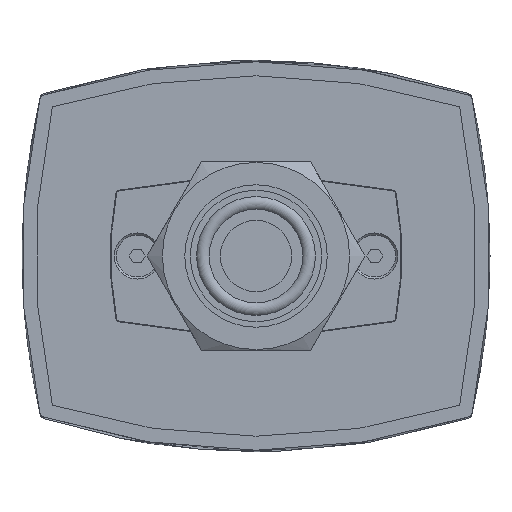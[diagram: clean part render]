
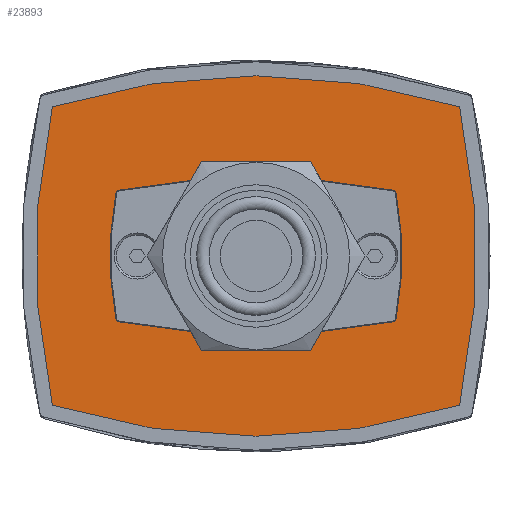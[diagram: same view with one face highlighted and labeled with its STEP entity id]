
A CAD part, front view. The second image highlights one B-rep face of the part: STEP entity #23893.
In plain terms, the highlighted planar face has unit normal (0, -1, 0).
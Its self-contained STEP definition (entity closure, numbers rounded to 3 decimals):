
#1325=FACE_BOUND($,#9539,.T.);
#1326=FACE_BOUND($,#9540,.T.);
#1917=PLANE($,#25567);
#9539=EDGE_LOOP($,(#19807,#19808,#19809,#19810,#19811,#19812,#19813,#19814));
#9540=EDGE_LOOP($,(#19815,#19816,#19817,#19818));
#10737=CIRCLE($,#25533,98.);
#10739=CIRCLE($,#25536,98.);
#10740=CIRCLE($,#25538,48.4);
#10742=CIRCLE($,#25541,0.6);
#10744=CIRCLE($,#25544,98.5);
#10746=CIRCLE($,#25547,0.6);
#10748=CIRCLE($,#25550,48.4);
#10750=CIRCLE($,#25553,0.6);
#10752=CIRCLE($,#25556,98.5);
#10754=CIRCLE($,#25559,0.6);
#10757=CIRCLE($,#25563,98.);
#10759=CIRCLE($,#25566,98.);
#12383=VERTEX_POINT($,#37010);
#12384=VERTEX_POINT($,#37012);
#12386=VERTEX_POINT($,#37018);
#12387=VERTEX_POINT($,#37022);
#12388=VERTEX_POINT($,#37023);
#12391=VERTEX_POINT($,#37031);
#12393=VERTEX_POINT($,#37037);
#12395=VERTEX_POINT($,#37043);
#12397=VERTEX_POINT($,#37049);
#12399=VERTEX_POINT($,#37055);
#12401=VERTEX_POINT($,#37061);
#12404=VERTEX_POINT($,#37072);
#15081=EDGE_CURVE($,#12383,#12384,#10737,.T.);
#15085=EDGE_CURVE($,#12386,#12383,#10739,.T.);
#15086=EDGE_CURVE($,#12387,#12388,#10740,.T.);
#15090=EDGE_CURVE($,#12388,#12391,#10742,.T.);
#15093=EDGE_CURVE($,#12391,#12393,#10744,.T.);
#15096=EDGE_CURVE($,#12393,#12395,#10746,.T.);
#15099=EDGE_CURVE($,#12395,#12397,#10748,.T.);
#15102=EDGE_CURVE($,#12397,#12399,#10750,.T.);
#15105=EDGE_CURVE($,#12399,#12401,#10752,.T.);
#15108=EDGE_CURVE($,#12401,#12387,#10754,.T.);
#15111=EDGE_CURVE($,#12384,#12404,#10757,.T.);
#15114=EDGE_CURVE($,#12404,#12386,#10759,.T.);
#19807=ORIENTED_EDGE($,*,*,#15086,.T.);
#19808=ORIENTED_EDGE($,*,*,#15090,.T.);
#19809=ORIENTED_EDGE($,*,*,#15093,.T.);
#19810=ORIENTED_EDGE($,*,*,#15096,.T.);
#19811=ORIENTED_EDGE($,*,*,#15099,.T.);
#19812=ORIENTED_EDGE($,*,*,#15102,.T.);
#19813=ORIENTED_EDGE($,*,*,#15105,.T.);
#19814=ORIENTED_EDGE($,*,*,#15108,.T.);
#19815=ORIENTED_EDGE($,*,*,#15081,.F.);
#19816=ORIENTED_EDGE($,*,*,#15085,.F.);
#19817=ORIENTED_EDGE($,*,*,#15114,.F.);
#19818=ORIENTED_EDGE($,*,*,#15111,.F.);
#23893=ADVANCED_FACE($,(#1325,#1326),#1917,.T.);
#25533=AXIS2_PLACEMENT_3D($,#37013,#29670,#29671);
#25536=AXIS2_PLACEMENT_3D($,#37020,#29678,#29679);
#25538=AXIS2_PLACEMENT_3D($,#37024,#29682,#29683);
#25541=AXIS2_PLACEMENT_3D($,#37032,#29690,#29691);
#25544=AXIS2_PLACEMENT_3D($,#37038,#29697,#29698);
#25547=AXIS2_PLACEMENT_3D($,#37044,#29704,#29705);
#25550=AXIS2_PLACEMENT_3D($,#37050,#29711,#29712);
#25553=AXIS2_PLACEMENT_3D($,#37056,#29718,#29719);
#25556=AXIS2_PLACEMENT_3D($,#37062,#29725,#29726);
#25559=AXIS2_PLACEMENT_3D($,#37067,#29732,#29733);
#25563=AXIS2_PLACEMENT_3D($,#37073,#29740,#29741);
#25566=AXIS2_PLACEMENT_3D($,#37077,#29747,#29748);
#25567=AXIS2_PLACEMENT_3D($,#37078,#29749,#29750);
#29670=DIRECTION('center_axis',(0.,1.,0.));
#29671=DIRECTION('ref_axis',(0.976,0.,-0.218));
#29678=DIRECTION('center_axis',(0.,1.,0.));
#29679=DIRECTION('ref_axis',(0.297,0.,0.955));
#29682=DIRECTION('center_axis',(0.,1.,0.));
#29683=DIRECTION('ref_axis',(0.983,0.,-0.185));
#29690=DIRECTION('center_axis',(0.,1.,0.));
#29691=DIRECTION('ref_axis',(0.199,0.,-0.98));
#29697=DIRECTION('center_axis',(0.,1.,0.));
#29698=DIRECTION('ref_axis',(-0.199,0.,-0.98));
#29704=DIRECTION('center_axis',(0.,1.,0.));
#29705=DIRECTION('ref_axis',(-0.983,0.,-0.185));
#29711=DIRECTION('center_axis',(0.,1.,0.));
#29712=DIRECTION('ref_axis',(-0.983,0.,0.185));
#29718=DIRECTION('center_axis',(0.,1.,0.));
#29719=DIRECTION('ref_axis',(-0.199,0.,0.98));
#29725=DIRECTION('center_axis',(0.,1.,0.));
#29726=DIRECTION('ref_axis',(0.199,0.,0.98));
#29732=DIRECTION('center_axis',(0.,1.,0.));
#29733=DIRECTION('ref_axis',(0.983,0.,0.185));
#29740=DIRECTION('center_axis',(0.,1.,0.));
#29741=DIRECTION('ref_axis',(-0.297,0.,-0.955));
#29747=DIRECTION('center_axis',(0.,1.,0.));
#29748=DIRECTION('ref_axis',(-0.976,0.,0.218));
#29749=DIRECTION('center_axis',(0.,-1.,0.));
#29750=DIRECTION('ref_axis',(-1.,0.,0.));
#37010=CARTESIAN_POINT('',(-29.142,0.,-21.367));
#37012=CARTESIAN_POINT('',(-29.142,0.,21.367));
#37013=CARTESIAN_POINT('Origin',(66.5,0.,0.));
#37018=CARTESIAN_POINT('',(29.142,0.,-21.367));
#37020=CARTESIAN_POINT('Origin',(0.,0.,
72.2));
#37022=CARTESIAN_POINT('',(20.064,0.,8.954));
#37023=CARTESIAN_POINT('',(20.064,0.,-8.954));
#37024=CARTESIAN_POINT('Origin',(-27.5,0.,
0.));
#37031=CARTESIAN_POINT('',(19.594,0.,-9.431));
#37032=CARTESIAN_POINT('Origin',(19.475,0.,
-8.843));
#37037=CARTESIAN_POINT('',(-19.594,0.,-9.431));
#37038=CARTESIAN_POINT('Origin',(0.,0.,
87.1));
#37043=CARTESIAN_POINT('',(-20.064,0.,-8.954));
#37044=CARTESIAN_POINT('Origin',(-19.475,0.,-8.843));
#37049=CARTESIAN_POINT('',(-20.064,0.,8.954));
#37050=CARTESIAN_POINT('Origin',(27.5,0.,0.));
#37055=CARTESIAN_POINT('',(-19.594,0.,9.431));
#37056=CARTESIAN_POINT('Origin',(-19.475,0.,
8.843));
#37061=CARTESIAN_POINT('',(19.594,0.,9.431));
#37062=CARTESIAN_POINT('Origin',(0.,0.,
-87.1));
#37067=CARTESIAN_POINT('Origin',(19.475,0.,
8.843));
#37072=CARTESIAN_POINT('',(29.142,0.,21.367));
#37073=CARTESIAN_POINT('Origin',(0.,0.,
-72.2));
#37077=CARTESIAN_POINT('Origin',(-66.5,0.,0.));
#37078=CARTESIAN_POINT('Origin',(0.,0.,
0.));
